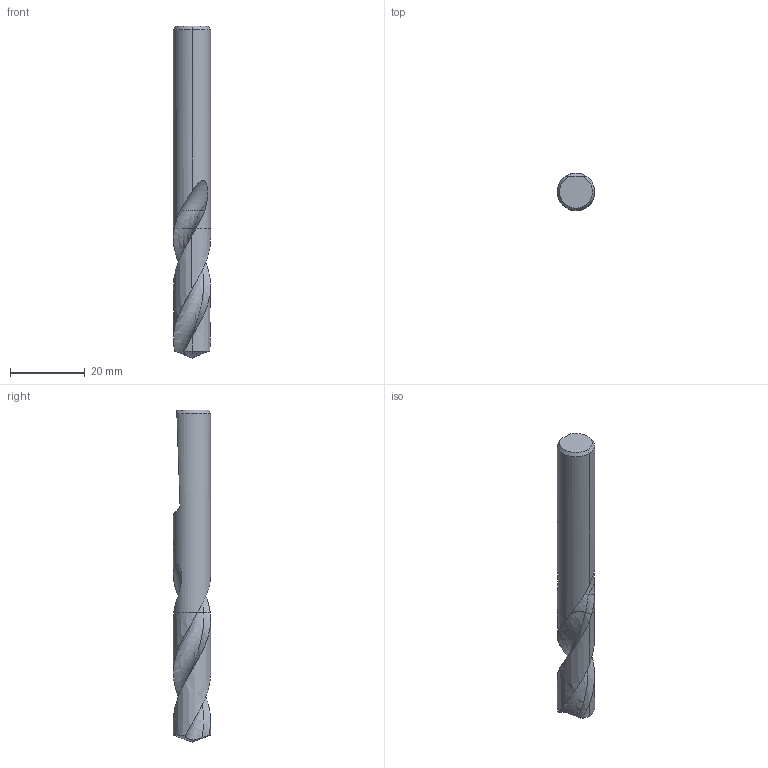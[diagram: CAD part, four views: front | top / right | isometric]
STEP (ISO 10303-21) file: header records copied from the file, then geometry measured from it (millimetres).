
FILE_DESCRIPTION(('no description'),'unknown implementation level');
FILE_NAME('solidhJQkZXfT6a6vDKxgJS2QeyFViww_1.STP',' ',('CIMSOURCE GmbH'),('CADClick - KiM GmbH - www.kimweb.de'),'unknown preprocess','ACIS','unknown authorization');
FILE_SCHEMA(('automotive_design'));
Length unit declared in the file: millimetre
Products named in the file (2): 1; 2
Bounding box: 9.99 x 10 x 89 mm (x, y, z)
Volume: 5319.7 mm3; surface area: 3079.6 mm2
Topology: 2 solids, 2 shells, 47 faces, 127 edges, 82 vertices
Faces by surface type: bspline 12, cylinder 11, cone 10, plane 10, revolution 4
Entity records: 8326 total; most frequent: CARTESIAN_POINT 5827, STYLED_ITEM 256, PRESENTATION_STYLE_ASSIGNMENT 256, COLOUR_RGB 256, ORIENTED_EDGE 250, DIRECTION 165, EDGE_CURVE 125, CURVE_STYLE 125
